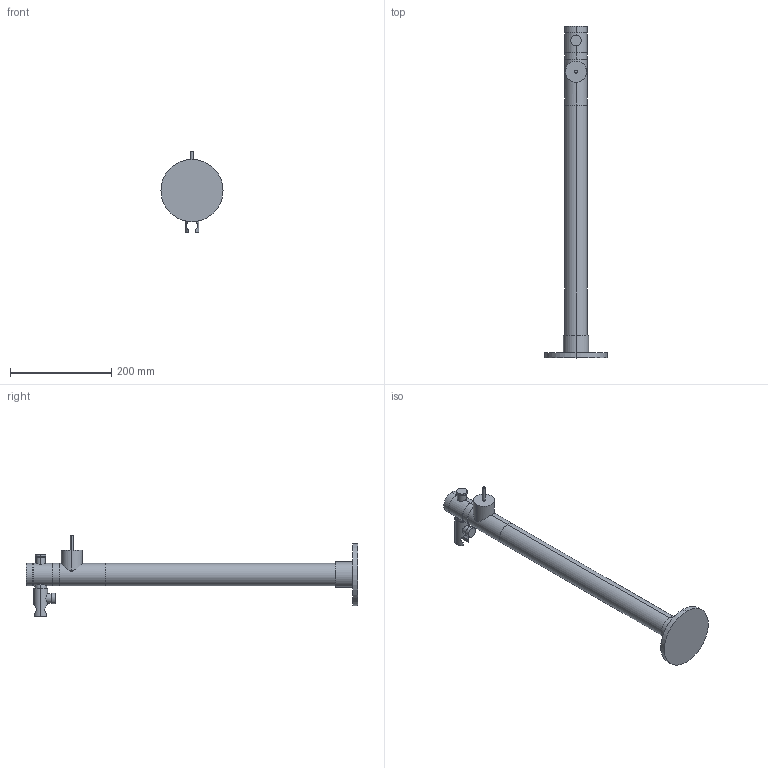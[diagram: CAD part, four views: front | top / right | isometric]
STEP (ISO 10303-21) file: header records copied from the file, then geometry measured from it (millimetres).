
FILE_DESCRIPTION (( 'STEP AP214' ), '1' );
FILE_NAME ('33153.STEP', '2024-02-08T14:13:22', ( '' ), ( '' ), 'SwSTEP 2.0', 'SolidWorks 2018', '' );
FILE_SCHEMA (( 'AUTOMOTIVE_DESIGN' ));
Length unit declared in the file: millimetre
Products named in the file (1): 33153
Bounding box: 123 x 656.7 x 161.6 mm (x, y, z)
Volume: 1192716.8 mm3; surface area: 131391.5 mm2
Topology: 1 solids, 1 shells, 66 faces, 143 edges, 94 vertices
Faces by surface type: cylinder 39, plane 23, torus 2, cone 2
Entity records: 2439 total; most frequent: CARTESIAN_POINT 910, DIRECTION 337, ORIENTED_EDGE 286, AXIS2_PLACEMENT_3D 143, EDGE_CURVE 143, VERTEX_POINT 94, EDGE_LOOP 81, CIRCLE 76
